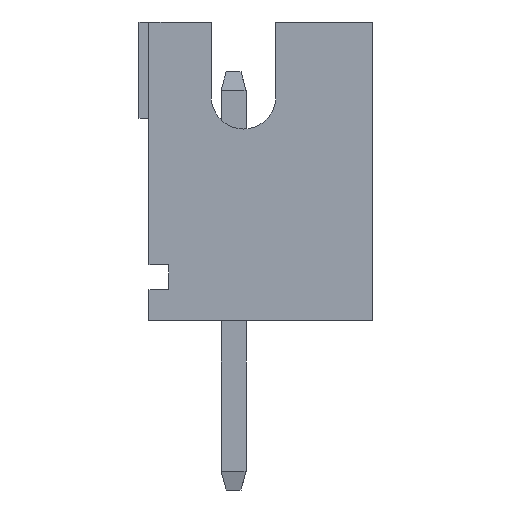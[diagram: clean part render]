
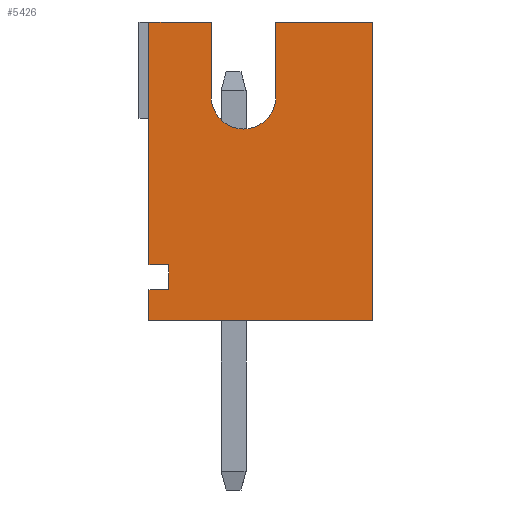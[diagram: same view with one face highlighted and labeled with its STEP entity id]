
A CAD part, left-side view. The second image highlights one B-rep face of the part: STEP entity #5426.
In plain terms, the highlighted planar face has unit normal (-1, 0, 0).
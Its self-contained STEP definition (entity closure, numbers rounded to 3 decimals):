
#19=CIRCLE('',#5706,0.65);
#236=FACE_OUTER_BOUND('',#542,.T.);
#542=EDGE_LOOP('',(#4281,#4282,#4283,#4284,#4285,#4286,#4287,#4288,#4289,
#4290,#4291,#4292));
#901=LINE('',#7644,#1614);
#941=LINE('',#7727,#1654);
#1100=LINE('',#8045,#1813);
#1136=LINE('',#8119,#1849);
#1137=LINE('',#8122,#1850);
#1153=LINE('',#8153,#1866);
#1155=LINE('',#8158,#1868);
#1162=LINE('',#8174,#1875);
#1164=LINE('',#8177,#1877);
#1166=LINE('',#8181,#1879);
#1187=LINE('',#8224,#1900);
#1614=VECTOR('',#6277,6.);
#1654=VECTOR('',#6331,4.875);
#1813=VECTOR('',#6584,1.25);
#1849=VECTOR('',#6654,1.95);
#1850=VECTOR('',#6657,4.5);
#1866=VECTOR('',#6691,1.5);
#1868=VECTOR('',#6695,1.5);
#1875=VECTOR('',#6716,0.5);
#1877=VECTOR('',#6720,0.4);
#1879=VECTOR('',#6724,0.4);
#1900=VECTOR('',#6749,0.625);
#2241=VERTEX_POINT('',#7641);
#2242=VERTEX_POINT('',#7643);
#2277=VERTEX_POINT('',#7724);
#2278=VERTEX_POINT('',#7726);
#2390=VERTEX_POINT('',#8044);
#2411=VERTEX_POINT('',#8117);
#2412=VERTEX_POINT('',#8121);
#2418=VERTEX_POINT('',#8151);
#2420=VERTEX_POINT('',#8157);
#2421=VERTEX_POINT('',#8171);
#2422=VERTEX_POINT('',#8173);
#2423=VERTEX_POINT('',#8179);
#2792=EDGE_CURVE('',#2242,#2241,#901,.T.);
#2832=EDGE_CURVE('',#2277,#2278,#941,.T.);
#2991=EDGE_CURVE('',#2278,#2390,#1100,.T.);
#3029=EDGE_CURVE('',#2411,#2241,#1136,.T.);
#3030=EDGE_CURVE('',#2412,#2242,#1137,.T.);
#3046=EDGE_CURVE('',#2411,#2418,#1153,.T.);
#3048=EDGE_CURVE('',#2420,#2390,#1155,.T.);
#3051=EDGE_CURVE('',#2418,#2420,#19,.T.);
#3057=EDGE_CURVE('',#2422,#2421,#1162,.T.);
#3059=EDGE_CURVE('',#2277,#2422,#1164,.T.);
#3061=EDGE_CURVE('',#2421,#2423,#1166,.T.);
#3082=EDGE_CURVE('',#2412,#2423,#1187,.T.);
#4281=ORIENTED_EDGE('',*,*,#3048,.T.);
#4282=ORIENTED_EDGE('',*,*,#2991,.F.);
#4283=ORIENTED_EDGE('',*,*,#2832,.F.);
#4284=ORIENTED_EDGE('',*,*,#3059,.T.);
#4285=ORIENTED_EDGE('',*,*,#3057,.T.);
#4286=ORIENTED_EDGE('',*,*,#3061,.T.);
#4287=ORIENTED_EDGE('',*,*,#3082,.F.);
#4288=ORIENTED_EDGE('',*,*,#3030,.T.);
#4289=ORIENTED_EDGE('',*,*,#2792,.T.);
#4290=ORIENTED_EDGE('',*,*,#3029,.F.);
#4291=ORIENTED_EDGE('',*,*,#3046,.T.);
#4292=ORIENTED_EDGE('',*,*,#3051,.T.);
#4865=PLANE('',#5714);
#5426=ADVANCED_FACE('',(#236),#4865,.T.);
#5706=AXIS2_PLACEMENT_3D('',#8162,#6701,#6702);
#5714=AXIS2_PLACEMENT_3D('',#8223,#6747,#6748);
#6277=DIRECTION('',(0.,0.,1.));
#6331=DIRECTION('',(0.,0.,1.));
#6584=DIRECTION('',(0.,-1.,0.));
#6654=DIRECTION('',(0.,-1.,0.));
#6657=DIRECTION('',(0.,-1.,0.));
#6691=DIRECTION('',(0.,0.,-1.));
#6695=DIRECTION('',(0.,0.,1.));
#6701=DIRECTION('center_axis',(1.,0.,0.));
#6702=DIRECTION('ref_axis',(0.,-1.,0.));
#6716=DIRECTION('',(0.,0.,-1.));
#6720=DIRECTION('',(0.,-1.,0.));
#6724=DIRECTION('',(0.,1.,0.));
#6747=DIRECTION('center_axis',(-1.,0.,0.));
#6748=DIRECTION('ref_axis',(0.,-1.,0.));
#6749=DIRECTION('',(0.,0.,1.));
#7641=CARTESIAN_POINT('',(-5.95,-2.8,6.));
#7643=CARTESIAN_POINT('',(-5.95,-2.8,0.));
#7644=CARTESIAN_POINT('',(-5.95,-2.8,0.225));
#7724=CARTESIAN_POINT('',(-5.95,1.7,1.125));
#7726=CARTESIAN_POINT('',(-5.95,1.7,6.));
#7727=CARTESIAN_POINT('',(-5.95,1.7,0.3));
#8044=CARTESIAN_POINT('',(-5.95,0.45,6.));
#8045=CARTESIAN_POINT('',(-5.95,1.7,6.));
#8117=CARTESIAN_POINT('',(-5.95,-0.85,6.));
#8119=CARTESIAN_POINT('',(-5.95,1.7,6.));
#8121=CARTESIAN_POINT('',(-5.95,1.7,0.));
#8122=CARTESIAN_POINT('',(-5.95,1.7,0.));
#8151=CARTESIAN_POINT('',(-5.95,-0.85,4.5));
#8153=CARTESIAN_POINT('',(-5.95,-0.85,3.15));
#8157=CARTESIAN_POINT('',(-5.95,0.45,4.5));
#8158=CARTESIAN_POINT('',(-5.95,0.45,2.4));
#8162=CARTESIAN_POINT('Origin',(-5.95,-0.2,4.5));
#8171=CARTESIAN_POINT('',(-5.95,1.3,0.625));
#8173=CARTESIAN_POINT('',(-5.95,1.3,1.125));
#8174=CARTESIAN_POINT('',(-5.95,1.3,0.713));
#8177=CARTESIAN_POINT('',(-5.95,1.7,1.125));
#8179=CARTESIAN_POINT('',(-5.95,1.7,0.625));
#8181=CARTESIAN_POINT('',(-5.95,1.5,0.625));
#8223=CARTESIAN_POINT('Origin',(-5.95,1.7,0.3));
#8224=CARTESIAN_POINT('',(-5.95,1.7,0.));
